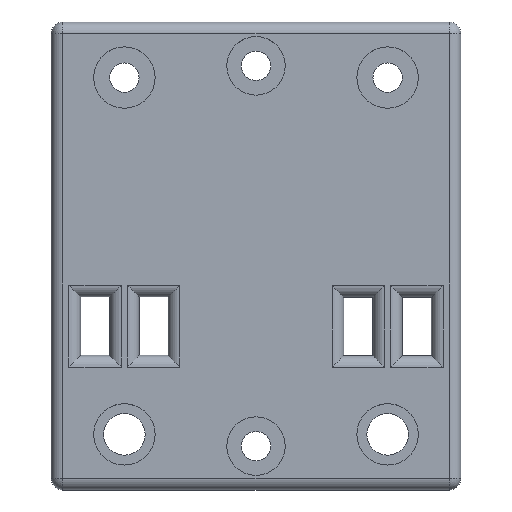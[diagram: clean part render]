
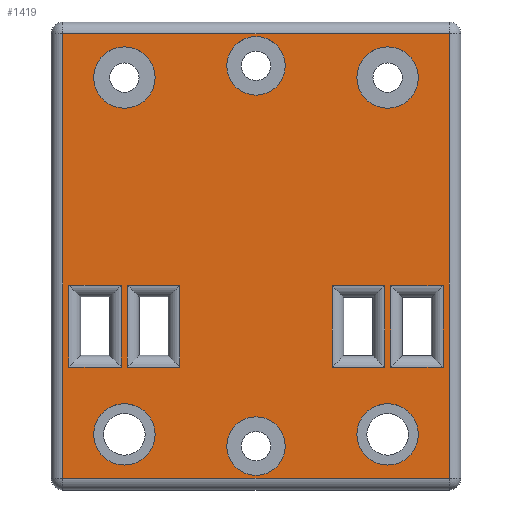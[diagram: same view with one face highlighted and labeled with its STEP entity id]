
A CAD part, top view. The second image highlights one B-rep face of the part: STEP entity #1419.
In plain terms, the highlighted planar face has unit normal (0, 0, 1).
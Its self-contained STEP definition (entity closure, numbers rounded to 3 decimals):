
#71=FACE_BOUND('',#282,.T.);
#72=FACE_BOUND('',#283,.T.);
#73=FACE_BOUND('',#284,.T.);
#74=FACE_BOUND('',#285,.T.);
#75=FACE_BOUND('',#286,.T.);
#76=FACE_BOUND('',#287,.T.);
#77=FACE_BOUND('',#288,.T.);
#78=FACE_BOUND('',#289,.T.);
#79=FACE_BOUND('',#290,.T.);
#80=FACE_BOUND('',#291,.T.);
#107=PLANE('',#1585);
#173=FACE_OUTER_BOUND('',#281,.T.);
#281=EDGE_LOOP('',(#1169,#1170,#1171,#1172));
#282=EDGE_LOOP('',(#1173));
#283=EDGE_LOOP('',(#1174));
#284=EDGE_LOOP('',(#1175));
#285=EDGE_LOOP('',(#1176));
#286=EDGE_LOOP('',(#1177));
#287=EDGE_LOOP('',(#1178));
#288=EDGE_LOOP('',(#1179,#1180,#1181,#1182));
#289=EDGE_LOOP('',(#1183,#1184,#1185,#1186));
#290=EDGE_LOOP('',(#1187,#1188,#1189,#1190));
#291=EDGE_LOOP('',(#1191,#1192,#1193,#1194));
#408=LINE('',#2396,#524);
#409=LINE('',#2401,#525);
#410=LINE('',#2405,#526);
#411=LINE('',#2408,#527);
#412=LINE('',#2412,#528);
#413=LINE('',#2414,#529);
#414=LINE('',#2416,#530);
#415=LINE('',#2417,#531);
#416=LINE('',#2420,#532);
#417=LINE('',#2422,#533);
#418=LINE('',#2424,#534);
#419=LINE('',#2425,#535);
#420=LINE('',#2428,#536);
#421=LINE('',#2430,#537);
#422=LINE('',#2432,#538);
#423=LINE('',#2433,#539);
#424=LINE('',#2436,#540);
#425=LINE('',#2438,#541);
#426=LINE('',#2440,#542);
#427=LINE('',#2441,#543);
#524=VECTOR('',#1958,10.);
#525=VECTOR('',#1965,10.);
#526=VECTOR('',#1970,10.);
#527=VECTOR('',#1975,10.);
#528=VECTOR('',#1978,10.);
#529=VECTOR('',#1979,10.);
#530=VECTOR('',#1980,10.);
#531=VECTOR('',#1981,10.);
#532=VECTOR('',#1982,10.);
#533=VECTOR('',#1983,10.);
#534=VECTOR('',#1984,10.);
#535=VECTOR('',#1985,10.);
#536=VECTOR('',#1986,10.);
#537=VECTOR('',#1987,10.);
#538=VECTOR('',#1988,10.);
#539=VECTOR('',#1989,10.);
#540=VECTOR('',#1990,10.);
#541=VECTOR('',#1991,10.);
#542=VECTOR('',#1992,10.);
#543=VECTOR('',#1993,10.);
#551=CIRCLE('',#1462,5.);
#554=CIRCLE('',#1467,5.);
#557=CIRCLE('',#1472,5.25);
#560=CIRCLE('',#1477,5.25);
#563=CIRCLE('',#1482,5.25);
#566=CIRCLE('',#1487,5.25);
#599=VERTEX_POINT('',#2097);
#602=VERTEX_POINT('',#2106);
#605=VERTEX_POINT('',#2115);
#608=VERTEX_POINT('',#2124);
#611=VERTEX_POINT('',#2133);
#614=VERTEX_POINT('',#2142);
#691=VERTEX_POINT('',#2394);
#692=VERTEX_POINT('',#2395);
#693=VERTEX_POINT('',#2400);
#694=VERTEX_POINT('',#2404);
#695=VERTEX_POINT('',#2410);
#696=VERTEX_POINT('',#2411);
#697=VERTEX_POINT('',#2413);
#698=VERTEX_POINT('',#2415);
#699=VERTEX_POINT('',#2418);
#700=VERTEX_POINT('',#2419);
#701=VERTEX_POINT('',#2421);
#702=VERTEX_POINT('',#2423);
#703=VERTEX_POINT('',#2426);
#704=VERTEX_POINT('',#2427);
#705=VERTEX_POINT('',#2429);
#706=VERTEX_POINT('',#2431);
#707=VERTEX_POINT('',#2434);
#708=VERTEX_POINT('',#2435);
#709=VERTEX_POINT('',#2437);
#710=VERTEX_POINT('',#2439);
#711=EDGE_CURVE('',#599,#599,#551,.T.);
#715=EDGE_CURVE('',#602,#602,#554,.T.);
#719=EDGE_CURVE('',#605,#605,#557,.T.);
#723=EDGE_CURVE('',#608,#608,#560,.T.);
#727=EDGE_CURVE('',#611,#611,#563,.T.);
#731=EDGE_CURVE('',#614,#614,#566,.T.);
#856=EDGE_CURVE('',#691,#692,#408,.T.);
#859=EDGE_CURVE('',#692,#693,#409,.T.);
#861=EDGE_CURVE('',#693,#694,#410,.T.);
#863=EDGE_CURVE('',#694,#691,#411,.T.);
#864=EDGE_CURVE('',#695,#696,#412,.T.);
#865=EDGE_CURVE('',#697,#695,#413,.T.);
#866=EDGE_CURVE('',#698,#697,#414,.T.);
#867=EDGE_CURVE('',#696,#698,#415,.T.);
#868=EDGE_CURVE('',#699,#700,#416,.T.);
#869=EDGE_CURVE('',#701,#699,#417,.T.);
#870=EDGE_CURVE('',#702,#701,#418,.T.);
#871=EDGE_CURVE('',#700,#702,#419,.T.);
#872=EDGE_CURVE('',#703,#704,#420,.T.);
#873=EDGE_CURVE('',#705,#703,#421,.T.);
#874=EDGE_CURVE('',#706,#705,#422,.T.);
#875=EDGE_CURVE('',#704,#706,#423,.T.);
#876=EDGE_CURVE('',#707,#708,#424,.T.);
#877=EDGE_CURVE('',#709,#707,#425,.T.);
#878=EDGE_CURVE('',#710,#709,#426,.T.);
#879=EDGE_CURVE('',#708,#710,#427,.T.);
#1169=ORIENTED_EDGE('',*,*,#864,.F.);
#1170=ORIENTED_EDGE('',*,*,#865,.F.);
#1171=ORIENTED_EDGE('',*,*,#866,.F.);
#1172=ORIENTED_EDGE('',*,*,#867,.F.);
#1173=ORIENTED_EDGE('',*,*,#711,.T.);
#1174=ORIENTED_EDGE('',*,*,#715,.T.);
#1175=ORIENTED_EDGE('',*,*,#719,.T.);
#1176=ORIENTED_EDGE('',*,*,#723,.T.);
#1177=ORIENTED_EDGE('',*,*,#727,.T.);
#1178=ORIENTED_EDGE('',*,*,#731,.T.);
#1179=ORIENTED_EDGE('',*,*,#868,.F.);
#1180=ORIENTED_EDGE('',*,*,#869,.F.);
#1181=ORIENTED_EDGE('',*,*,#870,.F.);
#1182=ORIENTED_EDGE('',*,*,#871,.F.);
#1183=ORIENTED_EDGE('',*,*,#872,.F.);
#1184=ORIENTED_EDGE('',*,*,#873,.F.);
#1185=ORIENTED_EDGE('',*,*,#874,.F.);
#1186=ORIENTED_EDGE('',*,*,#875,.F.);
#1187=ORIENTED_EDGE('',*,*,#876,.F.);
#1188=ORIENTED_EDGE('',*,*,#877,.F.);
#1189=ORIENTED_EDGE('',*,*,#878,.F.);
#1190=ORIENTED_EDGE('',*,*,#879,.F.);
#1191=ORIENTED_EDGE('',*,*,#856,.F.);
#1192=ORIENTED_EDGE('',*,*,#863,.F.);
#1193=ORIENTED_EDGE('',*,*,#861,.F.);
#1194=ORIENTED_EDGE('',*,*,#859,.F.);
#1419=ADVANCED_FACE('',(#173,#71,#72,#73,#74,#75,#76,#77,#78,#79,#80),#107,
 .T.);
#1462=AXIS2_PLACEMENT_3D('',#2098,#1637,#1638);
#1467=AXIS2_PLACEMENT_3D('',#2107,#1648,#1649);
#1472=AXIS2_PLACEMENT_3D('',#2116,#1659,#1660);
#1477=AXIS2_PLACEMENT_3D('',#2125,#1670,#1671);
#1482=AXIS2_PLACEMENT_3D('',#2134,#1681,#1682);
#1487=AXIS2_PLACEMENT_3D('',#2143,#1692,#1693);
#1585=AXIS2_PLACEMENT_3D('',#2409,#1976,#1977);
#1637=DIRECTION('center_axis',(0.,0.,-1.));
#1638=DIRECTION('ref_axis',(1.,0.,0.));
#1648=DIRECTION('center_axis',(0.,0.,-1.));
#1649=DIRECTION('ref_axis',(1.,0.,0.));
#1659=DIRECTION('center_axis',(0.,0.,-1.));
#1660=DIRECTION('ref_axis',(1.,0.,0.));
#1670=DIRECTION('center_axis',(0.,0.,-1.));
#1671=DIRECTION('ref_axis',(1.,0.,0.));
#1681=DIRECTION('center_axis',(0.,0.,-1.));
#1682=DIRECTION('ref_axis',(1.,0.,0.));
#1692=DIRECTION('center_axis',(0.,0.,-1.));
#1693=DIRECTION('ref_axis',(1.,0.,0.));
#1958=DIRECTION('',(1.,0.,0.));
#1965=DIRECTION('',(0.,1.,0.));
#1970=DIRECTION('',(-1.,0.,0.));
#1975=DIRECTION('',(0.,-1.,0.));
#1976=DIRECTION('center_axis',(0.,0.,1.));
#1977=DIRECTION('ref_axis',(1.,0.,0.));
#1978=DIRECTION('',(0.,-1.,0.));
#1979=DIRECTION('',(1.,0.,0.));
#1980=DIRECTION('',(0.,1.,0.));
#1981=DIRECTION('',(-1.,0.,0.));
#1982=DIRECTION('',(0.,1.,0.));
#1983=DIRECTION('',(1.,0.,0.));
#1984=DIRECTION('',(0.,-1.,0.));
#1985=DIRECTION('',(-1.,0.,0.));
#1986=DIRECTION('',(1.,0.,0.));
#1987=DIRECTION('',(0.,-1.,0.));
#1988=DIRECTION('',(-1.,0.,0.));
#1989=DIRECTION('',(0.,1.,0.));
#1990=DIRECTION('',(0.,1.,0.));
#1991=DIRECTION('',(1.,0.,0.));
#1992=DIRECTION('',(0.,-1.,0.));
#1993=DIRECTION('',(-1.,0.,0.));
#2097=CARTESIAN_POINT('',(30.,72.5,5.));
#2098=CARTESIAN_POINT('Origin',(35.,72.5,5.));
#2106=CARTESIAN_POINT('',(30.,7.5,5.));
#2107=CARTESIAN_POINT('Origin',(35.,7.5,5.));
#2115=CARTESIAN_POINT('',(7.25,70.5,5.));
#2116=CARTESIAN_POINT('Origin',(12.5,70.5,5.));
#2124=CARTESIAN_POINT('',(52.25,70.5,5.));
#2125=CARTESIAN_POINT('Origin',(57.5,70.5,5.));
#2133=CARTESIAN_POINT('',(7.25,9.5,5.));
#2134=CARTESIAN_POINT('Origin',(12.5,9.5,5.));
#2142=CARTESIAN_POINT('',(52.25,9.5,5.));
#2143=CARTESIAN_POINT('Origin',(57.5,9.5,5.));
#2394=CARTESIAN_POINT('',(58.,20.947,5.));
#2395=CARTESIAN_POINT('',(67.,20.947,5.));
#2396=CARTESIAN_POINT('',(50.,20.947,5.));
#2400=CARTESIAN_POINT('',(67.,34.947,5.));
#2401=CARTESIAN_POINT('',(67.,36.473,5.));
#2404=CARTESIAN_POINT('',(58.,34.947,5.));
#2405=CARTESIAN_POINT('',(47.5,34.947,5.));
#2408=CARTESIAN_POINT('',(58.,31.473,5.));
#2409=CARTESIAN_POINT('Origin',(35.,40.,5.));
#2410=CARTESIAN_POINT('',(68.,78.,5.));
#2411=CARTESIAN_POINT('',(68.,2.,5.));
#2412=CARTESIAN_POINT('',(68.,20.,5.));
#2413=CARTESIAN_POINT('',(2.,78.,5.));
#2414=CARTESIAN_POINT('',(52.5,78.,5.));
#2415=CARTESIAN_POINT('',(2.,2.,5.));
#2416=CARTESIAN_POINT('',(2.,60.,5.));
#2417=CARTESIAN_POINT('',(17.5,2.,5.));
#2418=CARTESIAN_POINT('',(57.,20.947,5.));
#2419=CARTESIAN_POINT('',(57.,34.947,5.));
#2420=CARTESIAN_POINT('',(57.,36.473,5.));
#2421=CARTESIAN_POINT('',(48.,20.947,5.));
#2422=CARTESIAN_POINT('',(45.,20.947,5.));
#2423=CARTESIAN_POINT('',(48.,34.947,5.));
#2424=CARTESIAN_POINT('',(48.,31.473,5.));
#2425=CARTESIAN_POINT('',(42.5,34.947,5.));
#2426=CARTESIAN_POINT('',(3.,21.,5.));
#2427=CARTESIAN_POINT('',(12.,21.,5.));
#2428=CARTESIAN_POINT('',(22.5,21.,5.));
#2429=CARTESIAN_POINT('',(3.,35.,5.));
#2430=CARTESIAN_POINT('',(3.,31.5,5.));
#2431=CARTESIAN_POINT('',(12.,35.,5.));
#2432=CARTESIAN_POINT('',(20.,35.,5.));
#2433=CARTESIAN_POINT('',(12.,36.5,5.));
#2434=CARTESIAN_POINT('',(22.,21.,5.));
#2435=CARTESIAN_POINT('',(22.,35.,5.));
#2436=CARTESIAN_POINT('',(22.,36.5,5.));
#2437=CARTESIAN_POINT('',(13.,21.,5.));
#2438=CARTESIAN_POINT('',(27.5,21.,5.));
#2439=CARTESIAN_POINT('',(13.,35.,5.));
#2440=CARTESIAN_POINT('',(13.,31.5,5.));
#2441=CARTESIAN_POINT('',(25.,35.,5.));
